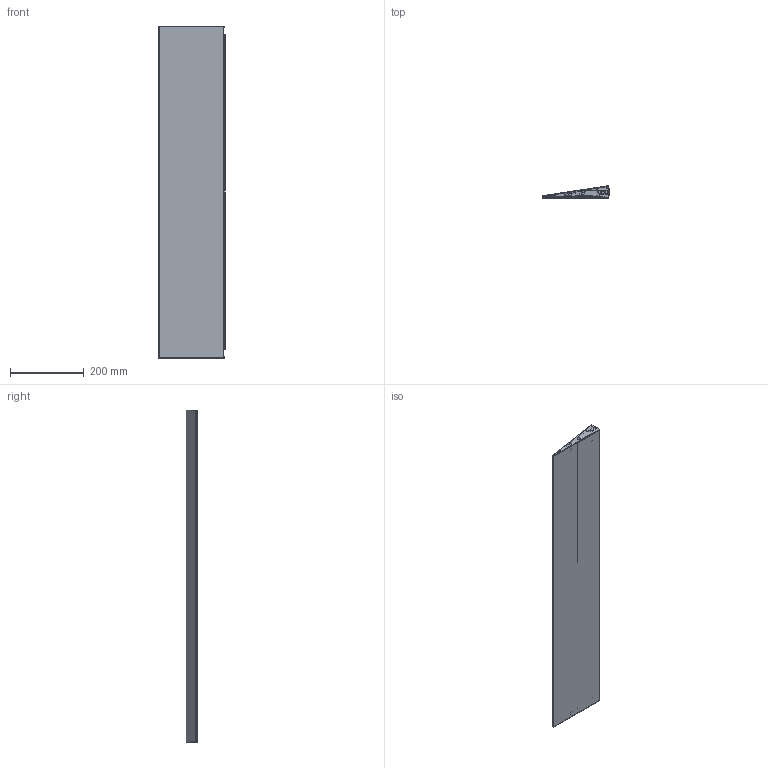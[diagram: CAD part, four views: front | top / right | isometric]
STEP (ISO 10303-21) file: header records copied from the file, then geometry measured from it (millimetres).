
FILE_DESCRIPTION(('STEP AP214'),'1');
FILE_NAME('8041242 transFORM Wandtablar 900.STP','2023-11-23T10:07:44',(' '),(' '),'Spatial InterOp 3D',' ',' ');
FILE_SCHEMA(('AUTOMOTIVE_DESIGN { 1 0 10303 214 1 1 1 1 }'));
Length unit declared in the file: millimetre
Products named in the file (1): 3D-Objekt
Bounding box: 180 x 32.49 x 900 mm (x, y, z)
Volume: 1074346.5 mm3; surface area: 984134.6 mm2
Topology: 18 solids, 18 shells, 582 faces, 1650 edges, 1100 vertices
Faces by surface type: plane 289, cylinder 269, cone 24
Entity records: 20782 total; most frequent: CARTESIAN_POINT 3506, DIRECTION 3424, ORIENTED_EDGE 3292, EDGE_CURVE 1646, AXIS2_PLACEMENT_3D 1194, VERTEX_POINT 1100, LINE 1036, VECTOR 1036
